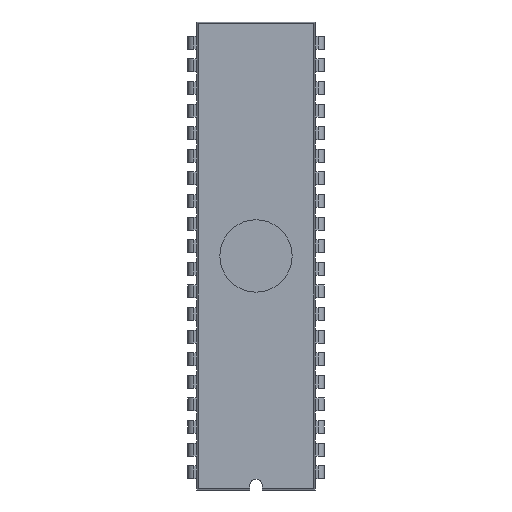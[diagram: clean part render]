
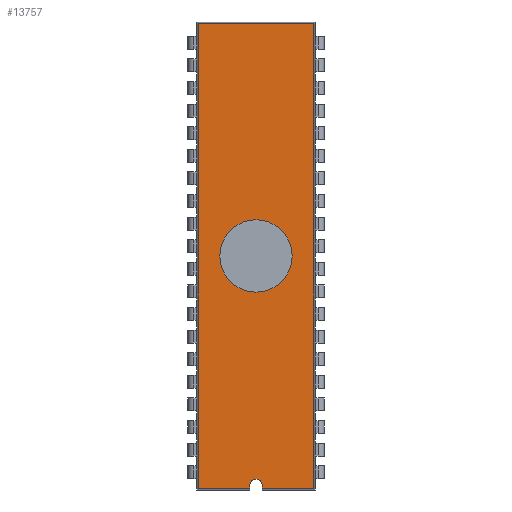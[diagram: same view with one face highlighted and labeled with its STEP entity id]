
A CAD part, top view. The second image highlights one B-rep face of the part: STEP entity #13757.
In plain terms, the highlighted planar face has unit normal (0, 0, 1).
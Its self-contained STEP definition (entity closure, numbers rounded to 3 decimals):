
#30 = VERTEX_POINT ( 'NONE', #14291 ) ;
#1022 = VERTEX_POINT ( 'NONE', #6472 ) ;
#1023 = VERTEX_POINT ( 'NONE', #14114 ) ;
#1051 = PLANE ( 'NONE',  #5844 ) ;
#1675 = FACE_BOUND ( 'NONE', #9767, .T. ) ;
#2099 = DIRECTION ( 'NONE',  ( 1., 0., 0. ) ) ;
#2224 = LINE ( 'NONE', #12472, #19664 ) ;
#2281 = LINE ( 'NONE', #4723, #14743 ) ;
#2535 = ORIENTED_EDGE ( 'NONE', *, *, #8745, .T. ) ;
#2651 = DIRECTION ( 'NONE',  ( 1., 0., 0. ) ) ;
#3009 = DIRECTION ( 'NONE',  ( 1., 0., 0. ) ) ;
#3764 = VERTEX_POINT ( 'NONE', #16507 ) ;
#4023 = DIRECTION ( 'NONE',  ( 0., 0., 1. ) ) ;
#4209 = VECTOR ( 'NONE', #17987, 1000. ) ;
#4723 = CARTESIAN_POINT ( 'NONE',  ( -6.48, 26.3, 5.72 ) ) ;
#4743 = EDGE_CURVE ( 'NONE', #5608, #30, #18367, .T. ) ;
#4867 = DIRECTION ( 'NONE',  ( 0., 1., 0. ) ) ;
#5045 = CARTESIAN_POINT ( 'NONE',  ( -0.7, -25.8, 5.72 ) ) ;
#5420 = CARTESIAN_POINT ( 'NONE',  ( 0.7, -25.8, 5.72 ) ) ;
#5446 = VECTOR ( 'NONE', #20490, 1000. ) ;
#5608 = VERTEX_POINT ( 'NONE', #6981 ) ;
#5844 = AXIS2_PLACEMENT_3D ( 'NONE', #20210, #12389, #2651 ) ;
#6125 = VERTEX_POINT ( 'NONE', #16332 ) ;
#6276 = VECTOR ( 'NONE', #2099, 1000. ) ;
#6472 = CARTESIAN_POINT ( 'NONE',  ( -6.48, 26.1, 5.72 ) ) ;
#6479 = VECTOR ( 'NONE', #18602, 1000. ) ;
#6908 = CARTESIAN_POINT ( 'NONE',  ( -4.064, 0., 5.72 ) ) ;
#6958 = EDGE_LOOP ( 'NONE', ( #19776, #13899, #11662, #15027, #15043, #14235, #16319, #2535 ) ) ;
#6981 = CARTESIAN_POINT ( 'NONE',  ( 0.7, -25.8, 5.72 ) ) ;
#7155 = VERTEX_POINT ( 'NONE', #14225 ) ;
#7545 = DIRECTION ( 'NONE',  ( 0., 0., 1. ) ) ;
#7669 = DIRECTION ( 'NONE',  ( -1., 0., 0. ) ) ;
#8400 = LINE ( 'NONE', #9686, #9119 ) ;
#8439 = CARTESIAN_POINT ( 'NONE',  ( -6.68, -26.1, 5.72 ) ) ;
#8452 = CIRCLE ( 'NONE', #11429, 0.7 ) ;
#8465 = LINE ( 'NONE', #16850, #6479 ) ;
#8745 = EDGE_CURVE ( 'NONE', #1022, #7155, #2281, .T. ) ;
#9036 = EDGE_CURVE ( 'NONE', #30, #19893, #10484, .T. ) ;
#9119 = VECTOR ( 'NONE', #4867, 1000. ) ;
#9686 = CARTESIAN_POINT ( 'NONE',  ( -0.7, -26.3, 5.72 ) ) ;
#9767 = EDGE_LOOP ( 'NONE', ( #12486, #16454 ) ) ;
#9923 = FACE_OUTER_BOUND ( 'NONE', #6958, .T. ) ;
#10182 = EDGE_CURVE ( 'NONE', #6125, #15019, #10447, .T. ) ;
#10382 = EDGE_CURVE ( 'NONE', #1022, #1023, #8465, .T. ) ;
#10435 = EDGE_CURVE ( 'NONE', #1023, #19893, #2224, .T. ) ;
#10447 = CIRCLE ( 'NONE', #12343, 4.064 ) ;
#10484 = LINE ( 'NONE', #8439, #6276 ) ;
#10797 = CARTESIAN_POINT ( 'NONE',  ( 0., -25.8, 5.72 ) ) ;
#11420 = EDGE_CURVE ( 'NONE', #7155, #3764, #18843, .T. ) ;
#11429 = AXIS2_PLACEMENT_3D ( 'NONE', #10797, #12252, #7669 ) ;
#11536 = EDGE_CURVE ( 'NONE', #3764, #13016, #8400, .T. ) ;
#11662 = ORIENTED_EDGE ( 'NONE', *, *, #14734, .T. ) ;
#12048 = CARTESIAN_POINT ( 'NONE',  ( 0., 0., 5.72 ) ) ;
#12252 = DIRECTION ( 'NONE',  ( 0., 0., -1. ) ) ;
#12343 = AXIS2_PLACEMENT_3D ( 'NONE', #12048, #4023, #13548 ) ;
#12389 = DIRECTION ( 'NONE',  ( 0., 0., 1. ) ) ;
#12472 = CARTESIAN_POINT ( 'NONE',  ( 6.48, 26.3, 5.72 ) ) ;
#12486 = ORIENTED_EDGE ( 'NONE', *, *, #16598, .F. ) ;
#12544 = CARTESIAN_POINT ( 'NONE',  ( 0., 0., 5.72 ) ) ;
#13016 = VERTEX_POINT ( 'NONE', #5045 ) ;
#13548 = DIRECTION ( 'NONE',  ( 1., 0., 0. ) ) ;
#13757 = ADVANCED_FACE ( 'NONE', ( #1675, #9923 ), #1051, .T. ) ;
#13899 = ORIENTED_EDGE ( 'NONE', *, *, #11536, .T. ) ;
#14114 = CARTESIAN_POINT ( 'NONE',  ( 6.48, 26.1, 5.72 ) ) ;
#14225 = CARTESIAN_POINT ( 'NONE',  ( -6.48, -26.1, 5.72 ) ) ;
#14235 = ORIENTED_EDGE ( 'NONE', *, *, #10435, .F. ) ;
#14291 = CARTESIAN_POINT ( 'NONE',  ( 0.7, -26.1, 5.72 ) ) ;
#14622 = CIRCLE ( 'NONE', #15440, 4.064 ) ;
#14734 = EDGE_CURVE ( 'NONE', #13016, #5608, #8452, .T. ) ;
#14743 = VECTOR ( 'NONE', #15804, 1000. ) ;
#15019 = VERTEX_POINT ( 'NONE', #6908 ) ;
#15027 = ORIENTED_EDGE ( 'NONE', *, *, #4743, .T. ) ;
#15043 = ORIENTED_EDGE ( 'NONE', *, *, #9036, .T. ) ;
#15440 = AXIS2_PLACEMENT_3D ( 'NONE', #12544, #7545, #3009 ) ;
#15804 = DIRECTION ( 'NONE',  ( 0., -1., 0. ) ) ;
#16319 = ORIENTED_EDGE ( 'NONE', *, *, #10382, .F. ) ;
#16332 = CARTESIAN_POINT ( 'NONE',  ( 4.064, 0., 5.72 ) ) ;
#16454 = ORIENTED_EDGE ( 'NONE', *, *, #10182, .F. ) ;
#16507 = CARTESIAN_POINT ( 'NONE',  ( -0.7, -26.1, 5.72 ) ) ;
#16598 = EDGE_CURVE ( 'NONE', #15019, #6125, #14622, .T. ) ;
#16850 = CARTESIAN_POINT ( 'NONE',  ( -6.68, 26.1, 5.72 ) ) ;
#17987 = DIRECTION ( 'NONE',  ( 0., -1., 0. ) ) ;
#17998 = CARTESIAN_POINT ( 'NONE',  ( 6.48, -26.1, 5.72 ) ) ;
#18367 = LINE ( 'NONE', #5420, #4209 ) ;
#18602 = DIRECTION ( 'NONE',  ( 1., 0., 0. ) ) ;
#18843 = LINE ( 'NONE', #19018, #5446 ) ;
#19018 = CARTESIAN_POINT ( 'NONE',  ( -6.68, -26.1, 5.72 ) ) ;
#19664 = VECTOR ( 'NONE', #20426, 1000. ) ;
#19776 = ORIENTED_EDGE ( 'NONE', *, *, #11420, .T. ) ;
#19893 = VERTEX_POINT ( 'NONE', #17998 ) ;
#20210 = CARTESIAN_POINT ( 'NONE',  ( 6.48, 26.3, 5.72 ) ) ;
#20426 = DIRECTION ( 'NONE',  ( 0., -1., 0. ) ) ;
#20490 = DIRECTION ( 'NONE',  ( 1., 0., 0. ) ) ;
